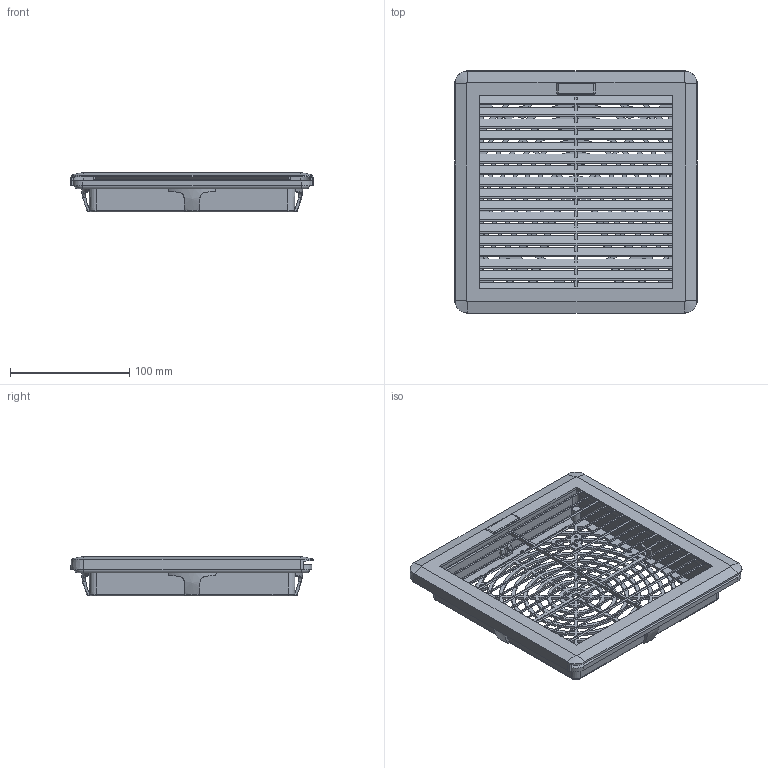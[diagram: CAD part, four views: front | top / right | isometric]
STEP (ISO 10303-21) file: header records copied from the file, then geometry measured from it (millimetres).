
FILE_DESCRIPTION(/* description */ (''),/* implementation_level */ '2;1');
FILE_NAME(/* name */ 'NLF-20.step',/* time_stamp */ '2022-06-22T11:39:49+03:00',/* author */ (''),/* organization */ (''),/* preprocessor_version */ 'ST-DEVELOPER v19',/* originating_system */ 'Autodesk Translation Framework v11.7.0.108',/* authorisation */ '');
FILE_SCHEMA (('AUTOMOTIVE_DESIGN { 1 0 10303 214 3 1 1 }'));
Length unit declared in the file: millimetre
Products named in the file (6): (Unsaved); NLF_20_СБ; NLF-20_Корпус; NLF-20_Крышка; ЛОГО; NLF _ защелка
Assembly tree (8 placements, depth 3):
  (Unsaved)
    NLF_20_СБ
      NLF-20_Корпус
      NLF-20_Крышка
      ЛОГО
      NLF _ защелка  x4
Bounding box: 203.5 x 203.3 x 33.5 mm (x, y, z)
Volume: 176474.6 mm3; surface area: 224756.6 mm2
Topology: 8 solids, 8 shells, 961 faces, 2722 edges, 1772 vertices
Faces by surface type: plane 578, cylinder 327, cone 24, bspline 16, torus 12, sphere 4
Full cylindrical faces by diameter (mm): 3 x23, 5.5 x19, 7 x5
Entity records: 29033 total; most frequent: CARTESIAN_POINT 5175, ORIENTED_EDGE 4922, DIRECTION 4866, EDGE_CURVE 2461, LINE 1752, VECTOR 1752, VERTEX_POINT 1598, AXIS2_PLACEMENT_3D 1557
